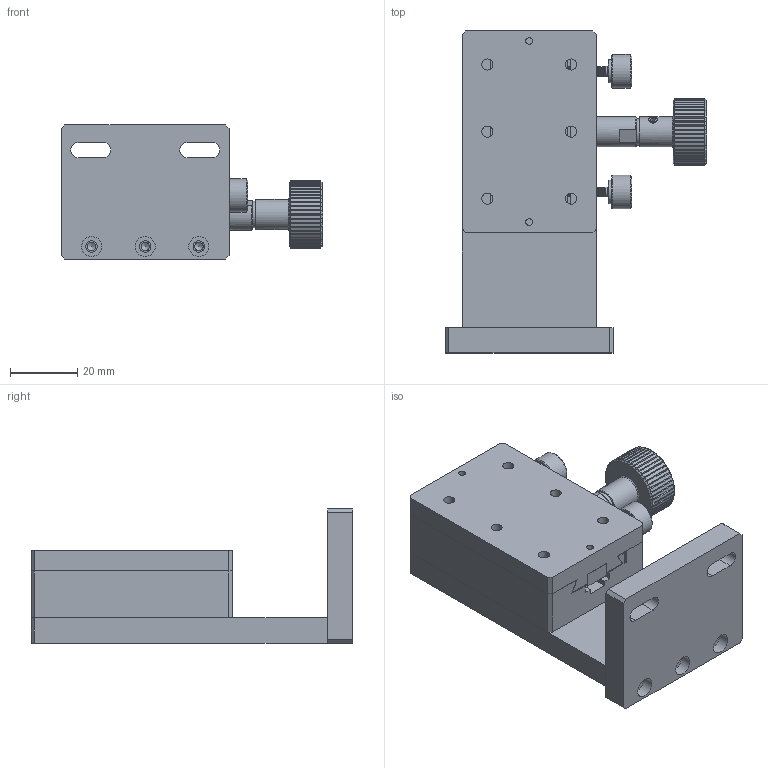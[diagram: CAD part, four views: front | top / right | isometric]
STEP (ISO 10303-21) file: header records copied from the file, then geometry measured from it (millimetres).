
FILE_DESCRIPTION (( 'STEP AP203' ), '1' );
FILE_NAME ('528783.STEP', '2024-10-15T02:25:50', ( 'Windows User' ), ( 'P R C' ), 'SwSTEP 2.0', 'SolidWorks 2020', '' );
FILE_SCHEMA (( 'CONFIG_CONTROL_DESIGN' ));
Products named in the file (1): 528783
Bounding box: 77.9 x 96 x 40 mm (x, y, z)
Volume: 89074.4 mm3; surface area: 41146.8 mm2
Topology: 13 solids, 13 shells, 726 faces, 1827 edges, 1143 vertices
Faces by surface type: plane 383, cylinder 176, cone 129, bspline 38
Full cylindrical faces by diameter (mm): 2.05 x2, 2.5 x13, 2.8 x2, 2.95 x44, 3 x1, 3.3 x10, 3.4 x3, 4 x2, 4.1 x2, 4.5 x8, 6 x3, 7 x2, 7.4 x1, 8 x10, 9 x2, 10 x2
Entity records: 110336 total; most frequent: CARTESIAN_POINT 95129, ORIENTED_EDGE 3146, DIRECTION 2927, EDGE_CURVE 1573, AXIS2_PLACEMENT_3D 1048, VERTEX_POINT 1024, EDGE_LOOP 859, LINE 831
